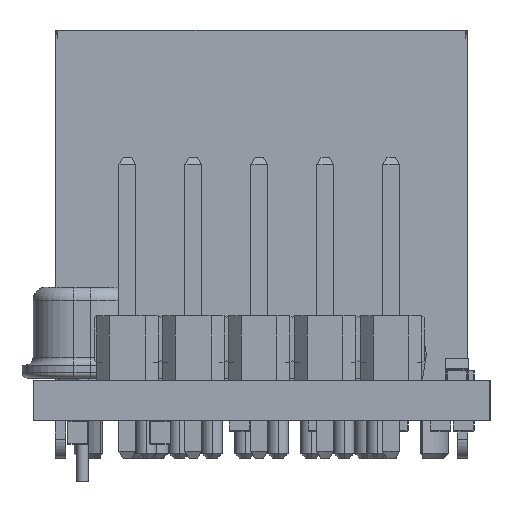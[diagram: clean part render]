
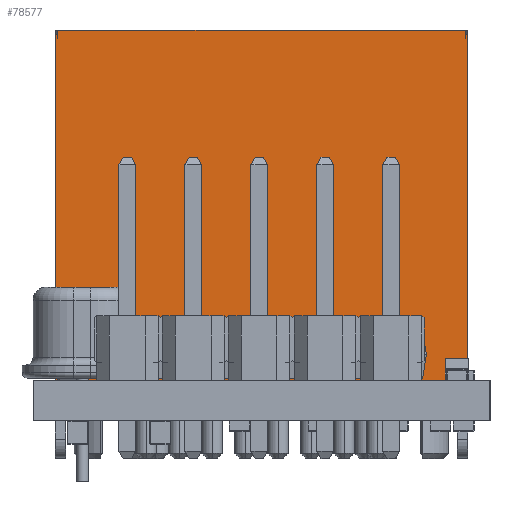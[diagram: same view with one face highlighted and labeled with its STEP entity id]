
A CAD part, left-side view. The second image highlights one B-rep face of the part: STEP entity #78577.
In plain terms, the highlighted face is planar.
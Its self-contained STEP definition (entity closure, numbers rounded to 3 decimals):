
#61480 = PLANE('',#61481);
#61481 = AXIS2_PLACEMENT_3D('',#61482,#61483,#61484);
#61482 = CARTESIAN_POINT('',(0.,-13.5,0.));
#61483 = DIRECTION('',(0.,1.,0.));
#61484 = DIRECTION('',(0.,0.,1.));
#66648 = PLANE('',#66649);
#66649 = AXIS2_PLACEMENT_3D('',#66650,#66651,#66652);
#66650 = CARTESIAN_POINT('',(0.,0.,0.));
#66651 = DIRECTION('',(0.,1.,0.));
#66652 = DIRECTION('',(0.,0.,1.));
#70048 = PLANE('',#70049);
#70049 = AXIS2_PLACEMENT_3D('',#70050,#70051,#70052);
#70050 = CARTESIAN_POINT('',(0.1,0.,0.));
#70051 = DIRECTION('',(-1.,0.,0.));
#70052 = DIRECTION('',(0.,0.,-1.));
#70216 = PLANE('',#70217);
#70217 = AXIS2_PLACEMENT_3D('',#70218,#70219,#70220);
#70218 = CARTESIAN_POINT('',(15.78,0.,0.));
#70219 = DIRECTION('',(1.,0.,0.));
#70220 = DIRECTION('',(0.,0.,-1.));
#70285 = VERTEX_POINT('',#70286);
#70286 = CARTESIAN_POINT('',(15.78,0.,-21.4));
#70312 = EDGE_CURVE('',#70285,#70313,#70315,.T.);
#70313 = VERTEX_POINT('',#70314);
#70314 = CARTESIAN_POINT('',(0.1,0.,-21.4));
#70315 = SURFACE_CURVE('',#70316,(#70320,#70327),.PCURVE_S1.);
#70316 = LINE('',#70317,#70318);
#70317 = CARTESIAN_POINT('',(15.88,0.,-21.4));
#70318 = VECTOR('',#70319,1.);
#70319 = DIRECTION('',(-1.,0.,0.));
#70320 = PCURVE('',#66648,#70321);
#70321 = DEFINITIONAL_REPRESENTATION('',(#70322),#70326);
#70322 = LINE('',#70323,#70324);
#70323 = CARTESIAN_POINT('',(-21.4,15.88));
#70324 = VECTOR('',#70325,1.);
#70325 = DIRECTION('',(0.,-1.));
#70326 = ( GEOMETRIC_REPRESENTATION_CONTEXT(2) 
PARAMETRIC_REPRESENTATION_CONTEXT() REPRESENTATION_CONTEXT('2D SPACE',''
  ) );
#70327 = PCURVE('',#70328,#70333);
#70328 = PLANE('',#70329);
#70329 = AXIS2_PLACEMENT_3D('',#70330,#70331,#70332);
#70330 = CARTESIAN_POINT('',(15.88,-13.5,-21.4));
#70331 = DIRECTION('',(0.,0.,-1.));
#70332 = DIRECTION('',(-1.,0.,0.));
#70333 = DEFINITIONAL_REPRESENTATION('',(#70334),#70338);
#70334 = LINE('',#70335,#70336);
#70335 = CARTESIAN_POINT('',(0.,13.5));
#70336 = VECTOR('',#70337,1.);
#70337 = DIRECTION('',(1.,0.));
#70338 = ( GEOMETRIC_REPRESENTATION_CONTEXT(2) 
PARAMETRIC_REPRESENTATION_CONTEXT() REPRESENTATION_CONTEXT('2D SPACE',''
  ) );
#74204 = VERTEX_POINT('',#74205);
#74205 = CARTESIAN_POINT('',(15.78,-0.16,-21.4));
#74219 = PLANE('',#74220);
#74220 = AXIS2_PLACEMENT_3D('',#74221,#74222,#74223);
#74221 = CARTESIAN_POINT('',(15.78,-2.72,-18.716));
#74222 = DIRECTION('',(0.,-0.724,-0.69));
#74223 = DIRECTION('',(0.,0.69,-0.724));
#74231 = EDGE_CURVE('',#74204,#70285,#74232,.T.);
#74232 = SURFACE_CURVE('',#74233,(#74237,#74244),.PCURVE_S1.);
#74233 = LINE('',#74234,#74235);
#74234 = CARTESIAN_POINT('',(15.78,-0.16,-21.4));
#74235 = VECTOR('',#74236,1.);
#74236 = DIRECTION('',(0.,1.,0.));
#74237 = PCURVE('',#70216,#74238);
#74238 = DEFINITIONAL_REPRESENTATION('',(#74239),#74243);
#74239 = LINE('',#74240,#74241);
#74240 = CARTESIAN_POINT('',(21.4,-0.16));
#74241 = VECTOR('',#74242,1.);
#74242 = DIRECTION('',(0.,1.));
#74243 = ( GEOMETRIC_REPRESENTATION_CONTEXT(2) 
PARAMETRIC_REPRESENTATION_CONTEXT() REPRESENTATION_CONTEXT('2D SPACE',''
  ) );
#74244 = PCURVE('',#70328,#74245);
#74245 = DEFINITIONAL_REPRESENTATION('',(#74246),#74250);
#74246 = LINE('',#74247,#74248);
#74247 = CARTESIAN_POINT('',(0.1,13.34));
#74248 = VECTOR('',#74249,1.);
#74249 = DIRECTION('',(0.,1.));
#74250 = ( GEOMETRIC_REPRESENTATION_CONTEXT(2) 
PARAMETRIC_REPRESENTATION_CONTEXT() REPRESENTATION_CONTEXT('2D SPACE',''
  ) );
#76991 = PLANE('',#76992);
#76992 = AXIS2_PLACEMENT_3D('',#76993,#76994,#76995);
#76993 = CARTESIAN_POINT('',(0.,-13.5,-21.4));
#76994 = DIRECTION('',(-1.,0.,0.));
#76995 = DIRECTION('',(0.,0.,1.));
#77228 = VERTEX_POINT('',#77229);
#77229 = CARTESIAN_POINT('',(0.,-13.5,-21.4));
#77309 = VERTEX_POINT('',#77310);
#77310 = CARTESIAN_POINT('',(0.,-0.16,-21.4));
#77324 = PLANE('',#77325);
#77325 = AXIS2_PLACEMENT_3D('',#77326,#77327,#77328);
#77326 = CARTESIAN_POINT('',(0.1,-2.72,-18.716));
#77327 = DIRECTION('',(0.,0.724,0.69));
#77328 = DIRECTION('',(0.,-0.69,0.724));
#77336 = EDGE_CURVE('',#77228,#77309,#77337,.T.);
#77337 = SURFACE_CURVE('',#77338,(#77342,#77349),.PCURVE_S1.);
#77338 = LINE('',#77339,#77340);
#77339 = CARTESIAN_POINT('',(0.,-13.5,-21.4));
#77340 = VECTOR('',#77341,1.);
#77341 = DIRECTION('',(0.,1.,0.));
#77342 = PCURVE('',#76991,#77343);
#77343 = DEFINITIONAL_REPRESENTATION('',(#77344),#77348);
#77344 = LINE('',#77345,#77346);
#77345 = CARTESIAN_POINT('',(0.,0.));
#77346 = VECTOR('',#77347,1.);
#77347 = DIRECTION('',(0.,1.));
#77348 = ( GEOMETRIC_REPRESENTATION_CONTEXT(2) 
PARAMETRIC_REPRESENTATION_CONTEXT() REPRESENTATION_CONTEXT('2D SPACE',''
  ) );
#77349 = PCURVE('',#70328,#77350);
#77350 = DEFINITIONAL_REPRESENTATION('',(#77351),#77355);
#77351 = LINE('',#77352,#77353);
#77352 = CARTESIAN_POINT('',(15.88,0.));
#77353 = VECTOR('',#77354,1.);
#77354 = DIRECTION('',(0.,1.));
#77355 = ( GEOMETRIC_REPRESENTATION_CONTEXT(2) 
PARAMETRIC_REPRESENTATION_CONTEXT() REPRESENTATION_CONTEXT('2D SPACE',''
  ) );
#77438 = EDGE_CURVE('',#77439,#77228,#77441,.T.);
#77439 = VERTEX_POINT('',#77440);
#77440 = CARTESIAN_POINT('',(15.88,-13.5,-21.4));
#77441 = SURFACE_CURVE('',#77442,(#77446,#77453),.PCURVE_S1.);
#77442 = LINE('',#77443,#77444);
#77443 = CARTESIAN_POINT('',(15.88,-13.5,-21.4));
#77444 = VECTOR('',#77445,1.);
#77445 = DIRECTION('',(-1.,0.,0.));
#77446 = PCURVE('',#61480,#77447);
#77447 = DEFINITIONAL_REPRESENTATION('',(#77448),#77452);
#77448 = LINE('',#77449,#77450);
#77449 = CARTESIAN_POINT('',(-21.4,15.88));
#77450 = VECTOR('',#77451,1.);
#77451 = DIRECTION('',(0.,-1.));
#77452 = ( GEOMETRIC_REPRESENTATION_CONTEXT(2) 
PARAMETRIC_REPRESENTATION_CONTEXT() REPRESENTATION_CONTEXT('2D SPACE',''
  ) );
#77453 = PCURVE('',#70328,#77454);
#77454 = DEFINITIONAL_REPRESENTATION('',(#77455),#77459);
#77455 = LINE('',#77456,#77457);
#77456 = CARTESIAN_POINT('',(0.,0.));
#77457 = VECTOR('',#77458,1.);
#77458 = DIRECTION('',(1.,0.));
#77459 = ( GEOMETRIC_REPRESENTATION_CONTEXT(2) 
PARAMETRIC_REPRESENTATION_CONTEXT() REPRESENTATION_CONTEXT('2D SPACE',''
  ) );
#77477 = PLANE('',#77478);
#77478 = AXIS2_PLACEMENT_3D('',#77479,#77480,#77481);
#77479 = CARTESIAN_POINT('',(15.88,-13.5,0.));
#77480 = DIRECTION('',(1.,0.,0.));
#77481 = DIRECTION('',(0.,0.,-1.));
#78577 = ADVANCED_FACE('',(#78578),#70328,.T.);
#78578 = FACE_BOUND('',#78579,.T.);
#78579 = EDGE_LOOP('',(#78580,#78581,#78604,#78625,#78626,#78627,#78650,
    #78671));
#78580 = ORIENTED_EDGE('',*,*,#77336,.T.);
#78581 = ORIENTED_EDGE('',*,*,#78582,.F.);
#78582 = EDGE_CURVE('',#78583,#77309,#78585,.T.);
#78583 = VERTEX_POINT('',#78584);
#78584 = CARTESIAN_POINT('',(0.1,-0.16,-21.4));
#78585 = SURFACE_CURVE('',#78586,(#78590,#78597),.PCURVE_S1.);
#78586 = LINE('',#78587,#78588);
#78587 = CARTESIAN_POINT('',(0.1,-0.16,-21.4));
#78588 = VECTOR('',#78589,1.);
#78589 = DIRECTION('',(-1.,0.,0.));
#78590 = PCURVE('',#70328,#78591);
#78591 = DEFINITIONAL_REPRESENTATION('',(#78592),#78596);
#78592 = LINE('',#78593,#78594);
#78593 = CARTESIAN_POINT('',(15.78,13.34));
#78594 = VECTOR('',#78595,1.);
#78595 = DIRECTION('',(1.,0.));
#78596 = ( GEOMETRIC_REPRESENTATION_CONTEXT(2) 
PARAMETRIC_REPRESENTATION_CONTEXT() REPRESENTATION_CONTEXT('2D SPACE',''
  ) );
#78597 = PCURVE('',#77324,#78598);
#78598 = DEFINITIONAL_REPRESENTATION('',(#78599),#78603);
#78599 = LINE('',#78600,#78601);
#78600 = CARTESIAN_POINT('',(-3.709,0.));
#78601 = VECTOR('',#78602,1.);
#78602 = DIRECTION('',(0.,-1.));
#78603 = ( GEOMETRIC_REPRESENTATION_CONTEXT(2) 
PARAMETRIC_REPRESENTATION_CONTEXT() REPRESENTATION_CONTEXT('2D SPACE',''
  ) );
#78604 = ORIENTED_EDGE('',*,*,#78605,.T.);
#78605 = EDGE_CURVE('',#78583,#70313,#78606,.T.);
#78606 = SURFACE_CURVE('',#78607,(#78611,#78618),.PCURVE_S1.);
#78607 = LINE('',#78608,#78609);
#78608 = CARTESIAN_POINT('',(0.1,-0.16,-21.4));
#78609 = VECTOR('',#78610,1.);
#78610 = DIRECTION('',(0.,1.,0.));
#78611 = PCURVE('',#70328,#78612);
#78612 = DEFINITIONAL_REPRESENTATION('',(#78613),#78617);
#78613 = LINE('',#78614,#78615);
#78614 = CARTESIAN_POINT('',(15.78,13.34));
#78615 = VECTOR('',#78616,1.);
#78616 = DIRECTION('',(0.,1.));
#78617 = ( GEOMETRIC_REPRESENTATION_CONTEXT(2) 
PARAMETRIC_REPRESENTATION_CONTEXT() REPRESENTATION_CONTEXT('2D SPACE',''
  ) );
#78618 = PCURVE('',#70048,#78619);
#78619 = DEFINITIONAL_REPRESENTATION('',(#78620),#78624);
#78620 = LINE('',#78621,#78622);
#78621 = CARTESIAN_POINT('',(21.4,0.16));
#78622 = VECTOR('',#78623,1.);
#78623 = DIRECTION('',(0.,-1.));
#78624 = ( GEOMETRIC_REPRESENTATION_CONTEXT(2) 
PARAMETRIC_REPRESENTATION_CONTEXT() REPRESENTATION_CONTEXT('2D SPACE',''
  ) );
#78625 = ORIENTED_EDGE('',*,*,#70312,.F.);
#78626 = ORIENTED_EDGE('',*,*,#74231,.F.);
#78627 = ORIENTED_EDGE('',*,*,#78628,.T.);
#78628 = EDGE_CURVE('',#74204,#78629,#78631,.T.);
#78629 = VERTEX_POINT('',#78630);
#78630 = CARTESIAN_POINT('',(15.88,-0.16,-21.4));
#78631 = SURFACE_CURVE('',#78632,(#78636,#78643),.PCURVE_S1.);
#78632 = LINE('',#78633,#78634);
#78633 = CARTESIAN_POINT('',(15.78,-0.16,-21.4));
#78634 = VECTOR('',#78635,1.);
#78635 = DIRECTION('',(1.,0.,0.));
#78636 = PCURVE('',#70328,#78637);
#78637 = DEFINITIONAL_REPRESENTATION('',(#78638),#78642);
#78638 = LINE('',#78639,#78640);
#78639 = CARTESIAN_POINT('',(0.1,13.34));
#78640 = VECTOR('',#78641,1.);
#78641 = DIRECTION('',(-1.,0.));
#78642 = ( GEOMETRIC_REPRESENTATION_CONTEXT(2) 
PARAMETRIC_REPRESENTATION_CONTEXT() REPRESENTATION_CONTEXT('2D SPACE',''
  ) );
#78643 = PCURVE('',#74219,#78644);
#78644 = DEFINITIONAL_REPRESENTATION('',(#78645),#78649);
#78645 = LINE('',#78646,#78647);
#78646 = CARTESIAN_POINT('',(3.709,0.));
#78647 = VECTOR('',#78648,1.);
#78648 = DIRECTION('',(0.,1.));
#78649 = ( GEOMETRIC_REPRESENTATION_CONTEXT(2) 
PARAMETRIC_REPRESENTATION_CONTEXT() REPRESENTATION_CONTEXT('2D SPACE',''
  ) );
#78650 = ORIENTED_EDGE('',*,*,#78651,.F.);
#78651 = EDGE_CURVE('',#77439,#78629,#78652,.T.);
#78652 = SURFACE_CURVE('',#78653,(#78657,#78664),.PCURVE_S1.);
#78653 = LINE('',#78654,#78655);
#78654 = CARTESIAN_POINT('',(15.88,-13.5,-21.4));
#78655 = VECTOR('',#78656,1.);
#78656 = DIRECTION('',(0.,1.,0.));
#78657 = PCURVE('',#70328,#78658);
#78658 = DEFINITIONAL_REPRESENTATION('',(#78659),#78663);
#78659 = LINE('',#78660,#78661);
#78660 = CARTESIAN_POINT('',(0.,0.));
#78661 = VECTOR('',#78662,1.);
#78662 = DIRECTION('',(0.,1.));
#78663 = ( GEOMETRIC_REPRESENTATION_CONTEXT(2) 
PARAMETRIC_REPRESENTATION_CONTEXT() REPRESENTATION_CONTEXT('2D SPACE',''
  ) );
#78664 = PCURVE('',#77477,#78665);
#78665 = DEFINITIONAL_REPRESENTATION('',(#78666),#78670);
#78666 = LINE('',#78667,#78668);
#78667 = CARTESIAN_POINT('',(21.4,0.));
#78668 = VECTOR('',#78669,1.);
#78669 = DIRECTION('',(0.,1.));
#78670 = ( GEOMETRIC_REPRESENTATION_CONTEXT(2) 
PARAMETRIC_REPRESENTATION_CONTEXT() REPRESENTATION_CONTEXT('2D SPACE',''
  ) );
#78671 = ORIENTED_EDGE('',*,*,#77438,.T.);
